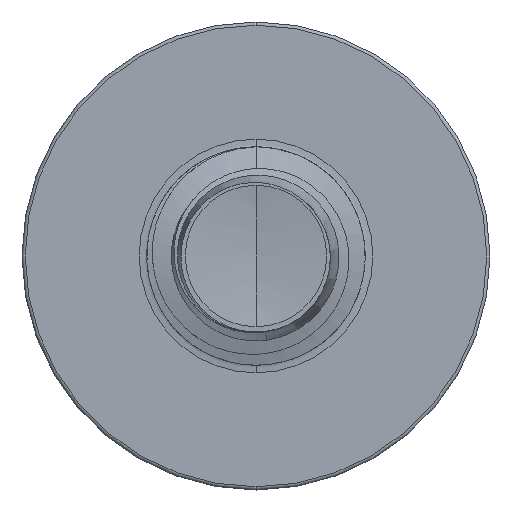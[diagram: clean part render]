
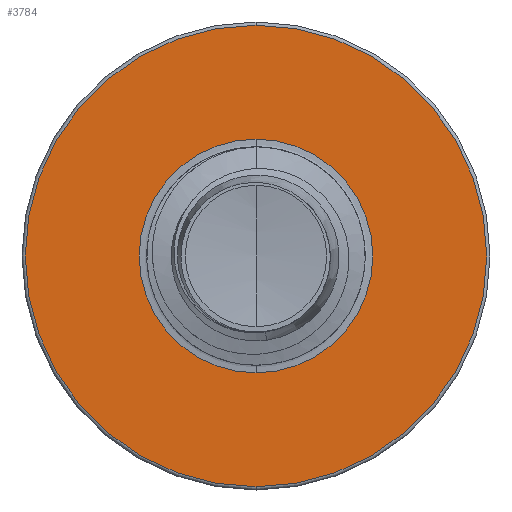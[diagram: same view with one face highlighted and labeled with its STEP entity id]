
A CAD part, front view. The second image highlights one B-rep face of the part: STEP entity #3784.
In plain terms, the highlighted planar face has unit normal (0, -1, 0).
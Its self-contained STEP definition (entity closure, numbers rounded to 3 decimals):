
#424 = CARTESIAN_POINT ( 'NONE',  ( 0., 6.5, 1.872 ) ) ;
#930 = DIRECTION ( 'NONE',  ( 0., 1., 0. ) ) ;
#1106 = ORIENTED_EDGE ( 'NONE', *, *, #5183, .T. ) ;
#1380 = ORIENTED_EDGE ( 'NONE', *, *, #12207, .F. ) ;
#1471 = VERTEX_POINT ( 'NONE', #424 ) ;
#3202 = AXIS2_PLACEMENT_3D ( 'NONE', #5317, #5269, #5246 ) ;
#3784 = ADVANCED_FACE ( 'NONE', ( #16040, #6339 ), #5340, .F. ) ;
#4705 = EDGE_LOOP ( 'NONE', ( #1106, #12257 ) ) ;
#5183 = EDGE_CURVE ( 'NONE', #1471, #12506, #17734, .T. ) ;
#5246 = DIRECTION ( 'NONE',  ( 0., 0., 1. ) ) ;
#5269 = DIRECTION ( 'NONE',  ( 0., 1., 0. ) ) ;
#5282 = EDGE_CURVE ( 'NONE', #15912, #13867, #17393, .T. ) ;
#5317 = CARTESIAN_POINT ( 'NONE',  ( 0., 6.5, -1.872 ) ) ;
#5340 = PLANE ( 'NONE',  #3202 ) ;
#5752 = AXIS2_PLACEMENT_3D ( 'NONE', #12922, #12907, #12890 ) ;
#6224 = ORIENTED_EDGE ( 'NONE', *, *, #5282, .F. ) ;
#6339 = FACE_BOUND ( 'NONE', #4705, .T. ) ;
#7689 = AXIS2_PLACEMENT_3D ( 'NONE', #10299, #930, #11534 ) ;
#7880 = EDGE_LOOP ( 'NONE', ( #1380, #6224 ) ) ;
#8757 = AXIS2_PLACEMENT_3D ( 'NONE', #12680, #12666, #12651 ) ;
#9068 = CARTESIAN_POINT ( 'NONE',  ( 0., 6.5, 0. ) ) ;
#10299 = CARTESIAN_POINT ( 'NONE',  ( 0., 6.5, 0. ) ) ;
#10405 = DIRECTION ( 'NONE',  ( 0., 0., 1. ) ) ;
#10515 = CARTESIAN_POINT ( 'NONE',  ( 0., 6.5, -1.872 ) ) ;
#10845 = CIRCLE ( 'NONE', #13659, 1.872 ) ;
#11534 = DIRECTION ( 'NONE',  ( 0., 0., 1. ) ) ;
#12207 = EDGE_CURVE ( 'NONE', #13867, #15912, #13991, .T. ) ;
#12257 = ORIENTED_EDGE ( 'NONE', *, *, #12398, .T. ) ;
#12398 = EDGE_CURVE ( 'NONE', #12506, #1471, #10845, .T. ) ;
#12506 = VERTEX_POINT ( 'NONE', #10515 ) ;
#12651 = DIRECTION ( 'NONE',  ( 0., 0., 1. ) ) ;
#12666 = DIRECTION ( 'NONE',  ( 0., 1., 0. ) ) ;
#12680 = CARTESIAN_POINT ( 'NONE',  ( 0., 6.5, 0. ) ) ;
#12890 = DIRECTION ( 'NONE',  ( 0., 0., 1. ) ) ;
#12907 = DIRECTION ( 'NONE',  ( 0., 1., 0. ) ) ;
#12922 = CARTESIAN_POINT ( 'NONE',  ( 0., 6.5, 0. ) ) ;
#13659 = AXIS2_PLACEMENT_3D ( 'NONE', #9068, #17347, #10405 ) ;
#13867 = VERTEX_POINT ( 'NONE', #15940 ) ;
#13991 = CIRCLE ( 'NONE', #7689, 3.698 ) ;
#14310 = CARTESIAN_POINT ( 'NONE',  ( 0., 6.5, -3.697 ) ) ;
#15912 = VERTEX_POINT ( 'NONE', #14310 ) ;
#15940 = CARTESIAN_POINT ( 'NONE',  ( 0., 6.5, 3.698 ) ) ;
#16040 = FACE_OUTER_BOUND ( 'NONE', #7880, .T. ) ;
#17347 = DIRECTION ( 'NONE',  ( 0., 1., 0. ) ) ;
#17393 = CIRCLE ( 'NONE', #8757, 3.698 ) ;
#17734 = CIRCLE ( 'NONE', #5752, 1.872 ) ;
